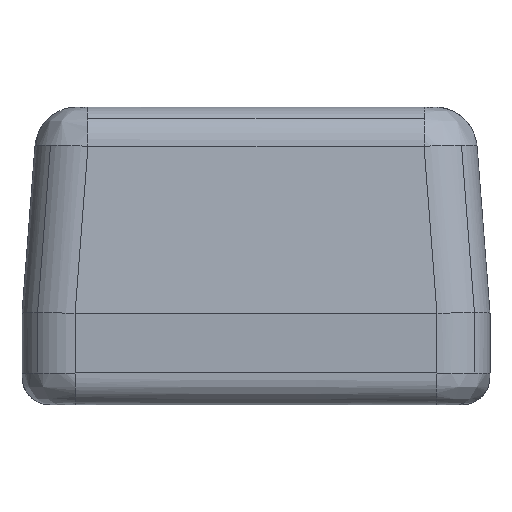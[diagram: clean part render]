
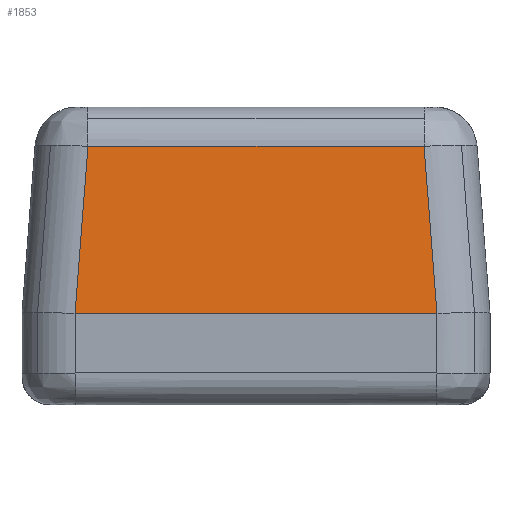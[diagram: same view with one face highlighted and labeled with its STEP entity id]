
A CAD part, front view. The second image highlights one B-rep face of the part: STEP entity #1853.
In plain terms, the highlighted planar face has unit normal (0, -0.997, 0.077).
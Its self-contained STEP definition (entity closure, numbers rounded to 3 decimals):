
#57 = AXIS2_PLACEMENT_3D ( 'NONE', #175, #144, #4883 ) ;
#99 = LINE ( 'NONE', #889, #1538 ) ;
#144 = DIRECTION ( 'NONE',  ( 0., 0.997, -0.077 ) ) ;
#175 = CARTESIAN_POINT ( 'NONE',  ( 0., 0., 4.3 ) ) ;
#191 = VERTEX_POINT ( 'NONE', #1000 ) ;
#231 = ORIENTED_EDGE ( 'NONE', *, *, #3798, .F. ) ;
#522 = DIRECTION ( 'NONE',  ( 0.077, 0.077, 0.994 ) ) ;
#650 = CARTESIAN_POINT ( 'NONE',  ( 2.493, 0., 4.3 ) ) ;
#711 = ORIENTED_EDGE ( 'NONE', *, *, #4792, .F. ) ;
#889 = CARTESIAN_POINT ( 'NONE',  ( 2.851, 0.358, 8.931 ) ) ;
#985 = CARTESIAN_POINT ( 'NONE',  ( 18.9, 0.607, 12.154 ) ) ;
#1000 = CARTESIAN_POINT ( 'NONE',  ( 3.1, 0.607, 12.154 ) ) ;
#1014 = VERTEX_POINT ( 'NONE', #650 ) ;
#1074 = CARTESIAN_POINT ( 'NONE',  ( 2.5, 0., 4.3 ) ) ;
#1277 = CARTESIAN_POINT ( 'NONE',  ( 19.457, 0.05, 4.95 ) ) ;
#1283 = CARTESIAN_POINT ( 'NONE',  ( 2.5, 0., 4.3 ) ) ;
#1375 = EDGE_LOOP ( 'NONE', ( #231, #3665, #711, #3171, #5363, #2264 ) ) ;
#1538 = VECTOR ( 'NONE', #522, 1000. ) ;
#1785 = CARTESIAN_POINT ( 'NONE',  ( 2.493, 0., 4.3 ) ) ;
#1853 = ADVANCED_FACE ( 'NONE', ( #3978 ), #3172, .F. ) ;
#1870 = CARTESIAN_POINT ( 'NONE',  ( 0., 0.607, 12.154 ) ) ;
#1904 = LINE ( 'NONE', #1870, #5575 ) ;
#2077 = VECTOR ( 'NONE', #2382, 1000. ) ;
#2079 = EDGE_CURVE ( 'NONE', #3041, #5155, #5257, .T. ) ;
#2170 =( BOUNDED_CURVE ( )  B_SPLINE_CURVE ( 3, ( #1283, #2183, #4382, #1785 ),
 .UNSPECIFIED., .F., .T. ) 
 B_SPLINE_CURVE_WITH_KNOTS ( ( 4, 4 ),
 ( 0., 0.003 ),
 .UNSPECIFIED. ) 
 CURVE ( )  GEOMETRIC_REPRESENTATION_ITEM ( )  RATIONAL_B_SPLINE_CURVE ( ( 1., 1., 1., 1. ) ) 
 REPRESENTATION_ITEM ( '' )  );
#2183 = CARTESIAN_POINT ( 'NONE',  ( 2.498, 0., 4.3 ) ) ;
#2264 = ORIENTED_EDGE ( 'NONE', *, *, #5483, .F. ) ;
#2382 = DIRECTION ( 'NONE',  ( -1., 0., 0. ) ) ;
#2573 = DIRECTION ( 'NONE',  ( 0.077, -0.077, -0.994 ) ) ;
#2834 = CARTESIAN_POINT ( 'NONE',  ( 19.507, 0., 4.3 ) ) ;
#2890 = CARTESIAN_POINT ( 'NONE',  ( 19.505, 0., 4.3 ) ) ;
#3041 = VERTEX_POINT ( 'NONE', #2834 ) ;
#3100 = VERTEX_POINT ( 'NONE', #985 ) ;
#3112 = LINE ( 'NONE', #3176, #2077 ) ;
#3171 = ORIENTED_EDGE ( 'NONE', *, *, #3802, .F. ) ;
#3172 = PLANE ( 'NONE',  #57 ) ;
#3176 = CARTESIAN_POINT ( 'NONE',  ( 0., 0., 4.3 ) ) ;
#3370 = CARTESIAN_POINT ( 'NONE',  ( 19.502, 0., 4.3 ) ) ;
#3598 = DIRECTION ( 'NONE',  ( 1., 0., 0. ) ) ;
#3631 = CARTESIAN_POINT ( 'NONE',  ( 19.5, 0., 4.3 ) ) ;
#3665 = ORIENTED_EDGE ( 'NONE', *, *, #4099, .F. ) ;
#3798 = EDGE_CURVE ( 'NONE', #191, #3100, #1904, .T. ) ;
#3802 = EDGE_CURVE ( 'NONE', #5155, #3921, #3112, .T. ) ;
#3921 = VERTEX_POINT ( 'NONE', #1074 ) ;
#3968 = VECTOR ( 'NONE', #2573, 1000. ) ;
#3978 = FACE_OUTER_BOUND ( 'NONE', #1375, .T. ) ;
#4099 = EDGE_CURVE ( 'NONE', #1014, #191, #99, .T. ) ;
#4382 = CARTESIAN_POINT ( 'NONE',  ( 2.495, 0., 4.3 ) ) ;
#4792 = EDGE_CURVE ( 'NONE', #3921, #1014, #2170, .T. ) ;
#4883 = DIRECTION ( 'NONE',  ( -1., 0., 0. ) ) ;
#5026 = CARTESIAN_POINT ( 'NONE',  ( 19.507, 0., 4.3 ) ) ;
#5057 = CARTESIAN_POINT ( 'NONE',  ( 19.5, 0., 4.3 ) ) ;
#5108 = LINE ( 'NONE', #1277, #3968 ) ;
#5155 = VERTEX_POINT ( 'NONE', #3631 ) ;
#5257 =( BOUNDED_CURVE ( )  B_SPLINE_CURVE ( 3, ( #5026, #2890, #3370, #5057 ),
 .UNSPECIFIED., .F., .T. ) 
 B_SPLINE_CURVE_WITH_KNOTS ( ( 4, 4 ),
 ( 6.28, 6.283 ),
 .UNSPECIFIED. ) 
 CURVE ( )  GEOMETRIC_REPRESENTATION_ITEM ( )  RATIONAL_B_SPLINE_CURVE ( ( 1., 1., 1., 1. ) ) 
 REPRESENTATION_ITEM ( '' )  );
#5363 = ORIENTED_EDGE ( 'NONE', *, *, #2079, .F. ) ;
#5483 = EDGE_CURVE ( 'NONE', #3100, #3041, #5108, .T. ) ;
#5575 = VECTOR ( 'NONE', #3598, 1000. ) ;
